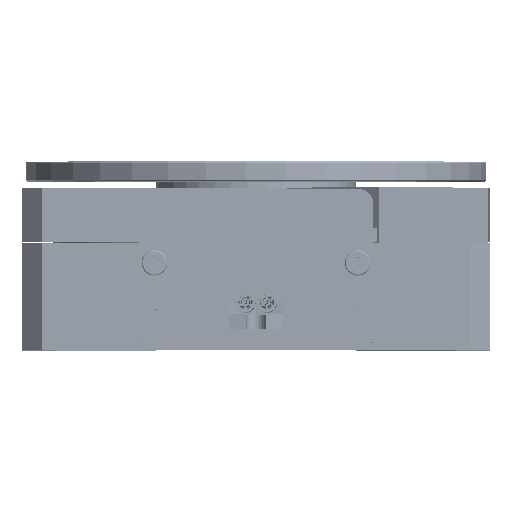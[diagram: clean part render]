
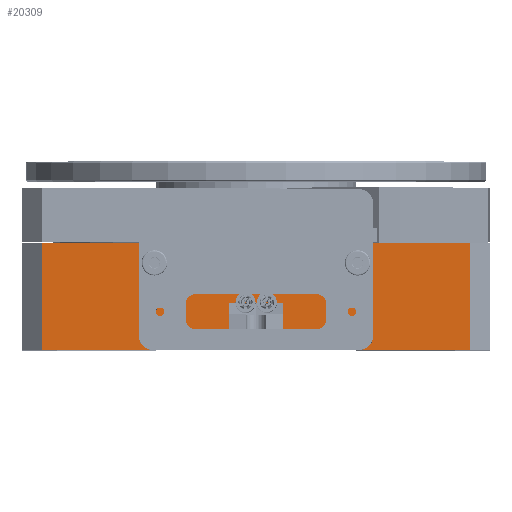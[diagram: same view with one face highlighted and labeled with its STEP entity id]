
A CAD part, top view. The second image highlights one B-rep face of the part: STEP entity #20309.
In plain terms, the highlighted planar face has unit normal (0, 0, 1).
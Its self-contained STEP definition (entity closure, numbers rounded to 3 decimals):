
#60 = LINE ( 'NONE', #41740, #6059 ) ;
#365 = ORIENTED_EDGE ( 'NONE', *, *, #5106, .F. ) ;
#725 = CARTESIAN_POINT ( 'NONE',  ( 15., 0., 35. ) ) ;
#1313 = CARTESIAN_POINT ( 'NONE',  ( -15.2, 13., 35. ) ) ;
#2244 = CARTESIAN_POINT ( 'NONE',  ( 4., 7., 35. ) ) ;
#2269 = ORIENTED_EDGE ( 'NONE', *, *, #31129, .F. ) ;
#2279 = ORIENTED_EDGE ( 'NONE', *, *, #42195, .F. ) ;
#2538 = LINE ( 'NONE', #47413, #13265 ) ;
#2549 = DIRECTION ( 'NONE',  ( 1., 0., 0. ) ) ;
#3469 = FACE_BOUND ( 'NONE', #38821, .T. ) ;
#3624 = LINE ( 'NONE', #19404, #10291 ) ;
#3664 = EDGE_CURVE ( 'NONE', #20248, #27048, #39010, .T. ) ;
#5106 = EDGE_CURVE ( 'NONE', #24426, #33827, #16159, .T. ) ;
#5559 = LINE ( 'NONE', #17179, #44374 ) ;
#5765 = CARTESIAN_POINT ( 'NONE',  ( -4., 7., 35. ) ) ;
#6059 = VECTOR ( 'NONE', #38061, 1000. ) ;
#6162 = VERTEX_POINT ( 'NONE', #19975 ) ;
#6749 = CARTESIAN_POINT ( 'NONE',  ( 15.2, 13., 35. ) ) ;
#7175 = FACE_OUTER_BOUND ( 'NONE', #44158, .T. ) ;
#7667 = CARTESIAN_POINT ( 'NONE',  ( -4., 16., 35. ) ) ;
#8142 = DIRECTION ( 'NONE',  ( 0., 1., 0. ) ) ;
#8162 = CIRCLE ( 'NONE', #27864, 0.8 ) ;
#8968 = EDGE_CURVE ( 'NONE', #26778, #12270, #5559, .T. ) ;
#9413 = EDGE_CURVE ( 'NONE', #35908, #44250, #8162, .T. ) ;
#9542 = VERTEX_POINT ( 'NONE', #5765 ) ;
#9715 = DIRECTION ( 'NONE',  ( 1., 0., 0. ) ) ;
#10041 = ORIENTED_EDGE ( 'NONE', *, *, #43964, .F. ) ;
#10291 = VECTOR ( 'NONE', #19169, 1000. ) ;
#10919 = CARTESIAN_POINT ( 'NONE',  ( 32., 0., 35. ) ) ;
#10937 = DIRECTION ( 'NONE',  ( 0., 0., 1. ) ) ;
#10953 = VERTEX_POINT ( 'NONE', #18510 ) ;
#11935 = CIRCLE ( 'NONE', #16787, 0.8 ) ;
#12270 = VERTEX_POINT ( 'NONE', #19391 ) ;
#12339 = LINE ( 'NONE', #7667, #41625 ) ;
#12500 = CARTESIAN_POINT ( 'NONE',  ( 14.4, 13., 35. ) ) ;
#12685 = DIRECTION ( 'NONE',  ( 1., 0., 0. ) ) ;
#12744 = LINE ( 'NONE', #27788, #34014 ) ;
#13076 = ORIENTED_EDGE ( 'NONE', *, *, #38816, .T. ) ;
#13153 = CARTESIAN_POINT ( 'NONE',  ( 4., 3., 35. ) ) ;
#13173 = DIRECTION ( 'NONE',  ( 0., 0., 1. ) ) ;
#13220 = DIRECTION ( 'NONE',  ( 1., 0., 0. ) ) ;
#13265 = VECTOR ( 'NONE', #35622, 1000. ) ;
#13311 = EDGE_CURVE ( 'NONE', #34086, #6162, #3624, .T. ) ;
#13468 = ORIENTED_EDGE ( 'NONE', *, *, #3664, .F. ) ;
#13886 = EDGE_CURVE ( 'NONE', #42825, #9542, #31987, .T. ) ;
#14768 = DIRECTION ( 'NONE',  ( 1., 0., 0. ) ) ;
#14830 = FACE_BOUND ( 'NONE', #36177, .T. ) ;
#15217 = EDGE_CURVE ( 'NONE', #42825, #33827, #26846, .T. ) ;
#15748 = DIRECTION ( 'NONE',  ( 0., -1., 0. ) ) ;
#15813 = DIRECTION ( 'NONE',  ( -1., 0., 0. ) ) ;
#15904 = CARTESIAN_POINT ( 'NONE',  ( 15., 3., 35. ) ) ;
#16159 = LINE ( 'NONE', #15904, #42524 ) ;
#16787 = AXIS2_PLACEMENT_3D ( 'NONE', #33511, #18710, #14768 ) ;
#17179 = CARTESIAN_POINT ( 'NONE',  ( -35., 0., 35. ) ) ;
#17487 = EDGE_CURVE ( 'NONE', #20248, #9542, #12339, .T. ) ;
#18089 = CARTESIAN_POINT ( 'NONE',  ( 15., 3., 35. ) ) ;
#18245 = ORIENTED_EDGE ( 'NONE', *, *, #48682, .F. ) ;
#18510 = CARTESIAN_POINT ( 'NONE',  ( -32., 16., 35. ) ) ;
#18540 = DIRECTION ( 'NONE',  ( -1., 0., 0. ) ) ;
#18590 = DIRECTION ( 'NONE',  ( 1., 0., 0. ) ) ;
#18710 = DIRECTION ( 'NONE',  ( 0., 0., 1. ) ) ;
#18889 = ORIENTED_EDGE ( 'NONE', *, *, #13311, .T. ) ;
#19169 = DIRECTION ( 'NONE',  ( 0., 1., 0. ) ) ;
#19247 = DIRECTION ( 'NONE',  ( 0., 0., -1. ) ) ;
#19391 = CARTESIAN_POINT ( 'NONE',  ( -15., 0., 35. ) ) ;
#19404 = CARTESIAN_POINT ( 'NONE',  ( 32., 16., 35. ) ) ;
#19492 = AXIS2_PLACEMENT_3D ( 'NONE', #22225, #19247, #18540 ) ;
#19534 = EDGE_CURVE ( 'NONE', #25467, #34086, #2538, .T. ) ;
#19975 = CARTESIAN_POINT ( 'NONE',  ( 32., 16., 35. ) ) ;
#20248 = VERTEX_POINT ( 'NONE', #43791 ) ;
#20309 = ADVANCED_FACE ( 'NONE', ( #7175, #14830, #3469 ), #44667, .F. ) ;
#22225 = CARTESIAN_POINT ( 'NONE',  ( -35., 16., 35. ) ) ;
#22321 = EDGE_CURVE ( 'NONE', #10953, #26778, #60, .T. ) ;
#22585 = DIRECTION ( 'NONE',  ( -1., 0., 0. ) ) ;
#23087 = CARTESIAN_POINT ( 'NONE',  ( -32., 0., 35. ) ) ;
#24426 = VERTEX_POINT ( 'NONE', #41865 ) ;
#24995 = ORIENTED_EDGE ( 'NONE', *, *, #19534, .T. ) ;
#25197 = VECTOR ( 'NONE', #15748, 1000. ) ;
#25467 = VERTEX_POINT ( 'NONE', #725 ) ;
#25591 = ORIENTED_EDGE ( 'NONE', *, *, #9413, .F. ) ;
#26386 = CIRCLE ( 'NONE', #30326, 0.8 ) ;
#26778 = VERTEX_POINT ( 'NONE', #23087 ) ;
#26846 = LINE ( 'NONE', #42380, #25197 ) ;
#27048 = VERTEX_POINT ( 'NONE', #31465 ) ;
#27289 = CARTESIAN_POINT ( 'NONE',  ( -35., 7., 35. ) ) ;
#27438 = CARTESIAN_POINT ( 'NONE',  ( 16., 13., 35. ) ) ;
#27788 = CARTESIAN_POINT ( 'NONE',  ( -15., 3., 35. ) ) ;
#27864 = AXIS2_PLACEMENT_3D ( 'NONE', #46449, #13173, #2549 ) ;
#27989 = ORIENTED_EDGE ( 'NONE', *, *, #28946, .F. ) ;
#28461 = AXIS2_PLACEMENT_3D ( 'NONE', #1313, #39565, #9715 ) ;
#28946 = EDGE_CURVE ( 'NONE', #27048, #12270, #12744, .T. ) ;
#29909 = VECTOR ( 'NONE', #15813, 1000. ) ;
#30326 = AXIS2_PLACEMENT_3D ( 'NONE', #6749, #10937, #18590 ) ;
#31129 = EDGE_CURVE ( 'NONE', #43480, #44014, #33208, .T. ) ;
#31430 = CARTESIAN_POINT ( 'NONE',  ( -35., 16., 35. ) ) ;
#31465 = CARTESIAN_POINT ( 'NONE',  ( -15., 3., 35. ) ) ;
#31678 = LINE ( 'NONE', #31430, #38633 ) ;
#31987 = LINE ( 'NONE', #27289, #43379 ) ;
#33208 = CIRCLE ( 'NONE', #28461, 0.8 ) ;
#33511 = CARTESIAN_POINT ( 'NONE',  ( -15.2, 13., 35. ) ) ;
#33827 = VERTEX_POINT ( 'NONE', #13153 ) ;
#34014 = VECTOR ( 'NONE', #42831, 1000. ) ;
#34086 = VERTEX_POINT ( 'NONE', #10919 ) ;
#34291 = ORIENTED_EDGE ( 'NONE', *, *, #8968, .T. ) ;
#35622 = DIRECTION ( 'NONE',  ( 1., 0., 0. ) ) ;
#35908 = VERTEX_POINT ( 'NONE', #12500 ) ;
#36177 = EDGE_LOOP ( 'NONE', ( #2269, #10041 ) ) ;
#36839 = LINE ( 'NONE', #18089, #41813 ) ;
#37669 = CARTESIAN_POINT ( 'NONE',  ( -14.4, 13., 35. ) ) ;
#38061 = DIRECTION ( 'NONE',  ( 0., -1., 0. ) ) ;
#38633 = VECTOR ( 'NONE', #12685, 1000. ) ;
#38816 = EDGE_CURVE ( 'NONE', #24426, #25467, #36839, .T. ) ;
#38821 = EDGE_LOOP ( 'NONE', ( #18245, #25591 ) ) ;
#39010 = LINE ( 'NONE', #42443, #29909 ) ;
#39565 = DIRECTION ( 'NONE',  ( 0., 0., 1. ) ) ;
#40775 = DIRECTION ( 'NONE',  ( 0., -1., 0. ) ) ;
#41580 = ORIENTED_EDGE ( 'NONE', *, *, #17487, .T. ) ;
#41625 = VECTOR ( 'NONE', #8142, 1000. ) ;
#41740 = CARTESIAN_POINT ( 'NONE',  ( -32., 16., 35. ) ) ;
#41813 = VECTOR ( 'NONE', #40775, 1000. ) ;
#41865 = CARTESIAN_POINT ( 'NONE',  ( 15., 3., 35. ) ) ;
#42195 = EDGE_CURVE ( 'NONE', #10953, #6162, #31678, .T. ) ;
#42380 = CARTESIAN_POINT ( 'NONE',  ( 4., 16., 35. ) ) ;
#42443 = CARTESIAN_POINT ( 'NONE',  ( 15., 3., 35. ) ) ;
#42524 = VECTOR ( 'NONE', #22585, 1000. ) ;
#42592 = CARTESIAN_POINT ( 'NONE',  ( -16., 13., 35. ) ) ;
#42825 = VERTEX_POINT ( 'NONE', #2244 ) ;
#42831 = DIRECTION ( 'NONE',  ( 0., -1., 0. ) ) ;
#43355 = ORIENTED_EDGE ( 'NONE', *, *, #15217, .T. ) ;
#43379 = VECTOR ( 'NONE', #46988, 1000. ) ;
#43480 = VERTEX_POINT ( 'NONE', #37669 ) ;
#43791 = CARTESIAN_POINT ( 'NONE',  ( -4., 3., 35. ) ) ;
#43964 = EDGE_CURVE ( 'NONE', #44014, #43480, #11935, .T. ) ;
#44014 = VERTEX_POINT ( 'NONE', #42592 ) ;
#44158 = EDGE_LOOP ( 'NONE', ( #24995, #18889, #2279, #48644, #34291, #27989, #13468, #41580, #47051, #43355, #365, #13076 ) ) ;
#44250 = VERTEX_POINT ( 'NONE', #27438 ) ;
#44374 = VECTOR ( 'NONE', #13220, 1000. ) ;
#44667 = PLANE ( 'NONE',  #19492 ) ;
#46449 = CARTESIAN_POINT ( 'NONE',  ( 15.2, 13., 35. ) ) ;
#46988 = DIRECTION ( 'NONE',  ( -1., 0., 0. ) ) ;
#47051 = ORIENTED_EDGE ( 'NONE', *, *, #13886, .F. ) ;
#47413 = CARTESIAN_POINT ( 'NONE',  ( -35., 0., 35. ) ) ;
#48644 = ORIENTED_EDGE ( 'NONE', *, *, #22321, .T. ) ;
#48682 = EDGE_CURVE ( 'NONE', #44250, #35908, #26386, .T. ) ;
